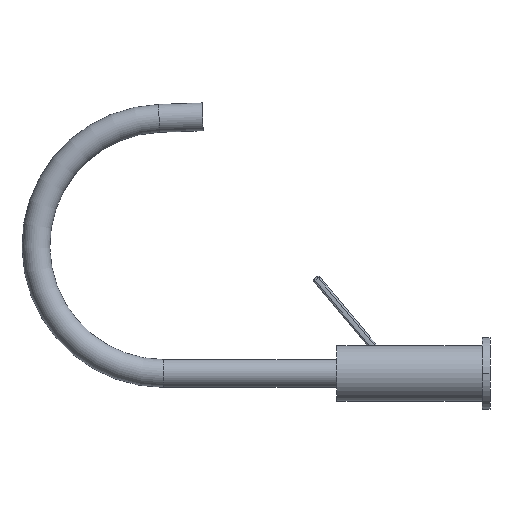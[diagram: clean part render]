
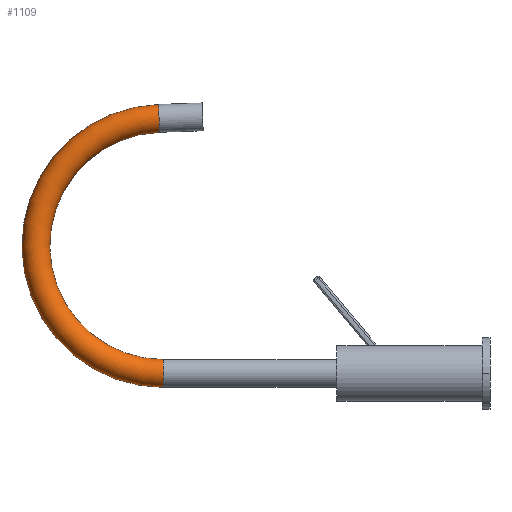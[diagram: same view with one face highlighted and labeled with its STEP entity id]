
A CAD part, left-side view. The second image highlights one B-rep face of the part: STEP entity #1109.
In plain terms, the highlighted toroidal (fillet/blend) face has major radius 82.5 mm and minor radius 9 mm.
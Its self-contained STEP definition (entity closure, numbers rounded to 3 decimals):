
#255 = DIRECTION ( 'NONE',  ( 0., -0.035, -0.999 ) ) ;
#263 = DIRECTION ( 'NONE',  ( 0., -0.999, 0.035 ) ) ;
#273 = CARTESIAN_POINT ( 'NONE',  ( 0., 115.879, 164.95 ) ) ;
#328 = EDGE_CURVE ( 'NONE', #1900, #2245, #2356, .T. ) ;
#334 = AXIS2_PLACEMENT_3D ( 'NONE', #1455, #1451, #1450 ) ;
#343 = CARTESIAN_POINT ( 'NONE',  ( 0., 116.193, 173.944 ) ) ;
#403 = VERTEX_POINT ( 'NONE', #1626 ) ;
#521 = EDGE_CURVE ( 'NONE', #1718, #403, #1117, .T. ) ;
#526 = FACE_OUTER_BOUND ( 'NONE', #1928, .T. ) ;
#564 = CARTESIAN_POINT ( 'NONE',  ( 0., 113., 9. ) ) ;
#594 = EDGE_CURVE ( 'NONE', #1900, #1718, #2594, .T. ) ;
#751 = DIRECTION ( 'NONE',  ( 0., 0., -1. ) ) ;
#791 = CARTESIAN_POINT ( 'NONE',  ( 0., 113., 82.5 ) ) ;
#845 = DIRECTION ( 'NONE',  ( 1., 0., 0. ) ) ;
#1025 = CIRCLE ( 'NONE', #1838, 9. ) ;
#1109 = ADVANCED_FACE ( 'NONE', ( #526 ), #1149, .T. ) ;
#1117 = CIRCLE ( 'NONE', #334, 73.5 ) ;
#1149 = TOROIDAL_SURFACE ( 'NONE', #1328, 82.5, 9. ) ;
#1169 = AXIS2_PLACEMENT_3D ( 'NONE', #1674, #1673, #1667 ) ;
#1328 = AXIS2_PLACEMENT_3D ( 'NONE', #791, #845, #751 ) ;
#1330 = AXIS2_PLACEMENT_3D ( 'NONE', #1416, #1414, #1409 ) ;
#1409 = DIRECTION ( 'NONE',  ( 0., 0., 1. ) ) ;
#1414 = DIRECTION ( 'NONE',  ( 0., 1., 0. ) ) ;
#1416 = CARTESIAN_POINT ( 'NONE',  ( 0., 113., 0. ) ) ;
#1420 = ORIENTED_EDGE ( 'NONE', *, *, #328, .F. ) ;
#1450 = DIRECTION ( 'NONE',  ( 0., 0., -1. ) ) ;
#1451 = DIRECTION ( 'NONE',  ( 1., 0., 0. ) ) ;
#1455 = CARTESIAN_POINT ( 'NONE',  ( 0., 113., 82.5 ) ) ;
#1526 = ORIENTED_EDGE ( 'NONE', *, *, #2258, .F. ) ;
#1626 = CARTESIAN_POINT ( 'NONE',  ( 0., 115.565, 155.955 ) ) ;
#1646 = ORIENTED_EDGE ( 'NONE', *, *, #594, .T. ) ;
#1667 = DIRECTION ( 'NONE',  ( 0., 0., -1. ) ) ;
#1673 = DIRECTION ( 'NONE',  ( 1., 0., 0. ) ) ;
#1674 = CARTESIAN_POINT ( 'NONE',  ( 0., 113., 82.5 ) ) ;
#1718 = VERTEX_POINT ( 'NONE', #564 ) ;
#1838 = AXIS2_PLACEMENT_3D ( 'NONE', #273, #263, #255 ) ;
#1900 = VERTEX_POINT ( 'NONE', #2125 ) ;
#1928 = EDGE_LOOP ( 'NONE', ( #1420, #1646, #2032, #1526 ) ) ;
#2032 = ORIENTED_EDGE ( 'NONE', *, *, #521, .T. ) ;
#2125 = CARTESIAN_POINT ( 'NONE',  ( 0., 113., -9. ) ) ;
#2245 = VERTEX_POINT ( 'NONE', #343 ) ;
#2258 = EDGE_CURVE ( 'NONE', #2245, #403, #1025, .T. ) ;
#2356 = CIRCLE ( 'NONE', #1169, 91.5 ) ;
#2594 = CIRCLE ( 'NONE', #1330, 9. ) ;
